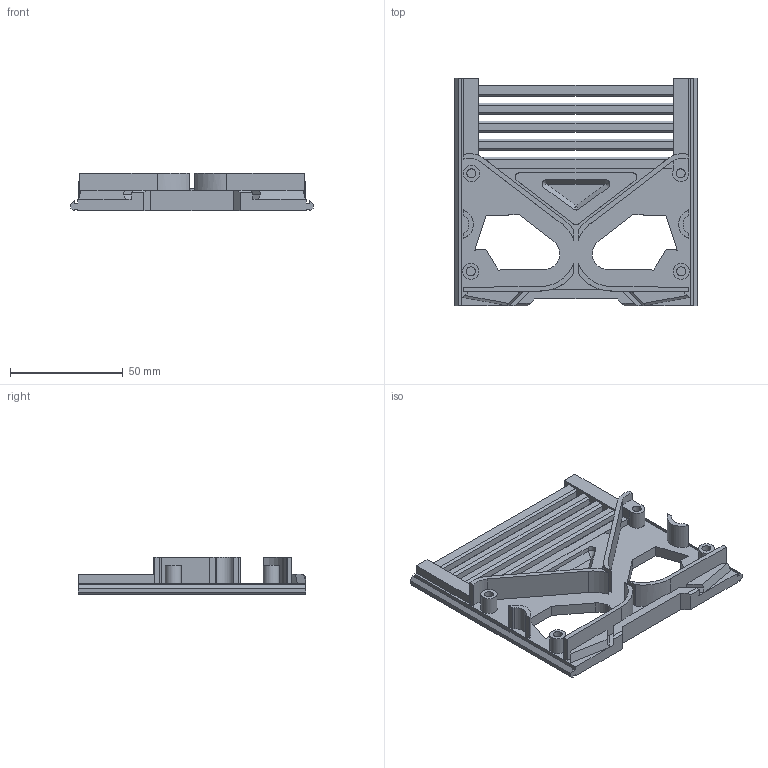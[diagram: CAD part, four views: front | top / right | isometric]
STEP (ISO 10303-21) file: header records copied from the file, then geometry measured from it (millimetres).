
FILE_DESCRIPTION(/* description */ (''),/* implementation_level */ '2;1');
FILE_NAME(/* name */ 'Plate Front.step',/* time_stamp */ '2025-04-25T23:40:19+02:00',/* author */ (''),/* organization */ (''),/* preprocessor_version */ 'ST-DEVELOPER v20.1',/* originating_system */ 'Autodesk Translation Framework v14.4.0.0',/* authorisation */ '');
FILE_SCHEMA (('AUTOMOTIVE_DESIGN { 1 0 10303 214 3 1 1 }'));
Length unit declared in the file: millimetre
Products named in the file (1): Platte Vorne
Bounding box: 107.6 x 101 x 16.6 mm (x, y, z)
Volume: 58169.8 mm3; surface area: 34593.3 mm2
Topology: 1 solids, 1 shells, 180 faces, 507 edges, 333 vertices
Faces by surface type: plane 145, cylinder 32, cone 3
Full cylindrical faces by diameter (mm): 4 x4, 7.2 x3
Entity records: 5776 total; most frequent: CARTESIAN_POINT 1018, ORIENTED_EDGE 1008, DIRECTION 940, EDGE_CURVE 504, LINE 430, VECTOR 430, VERTEX_POINT 333, AXIS2_PLACEMENT_3D 255
